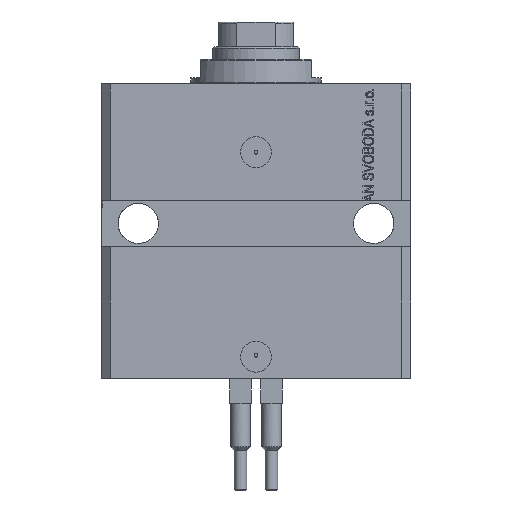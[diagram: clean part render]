
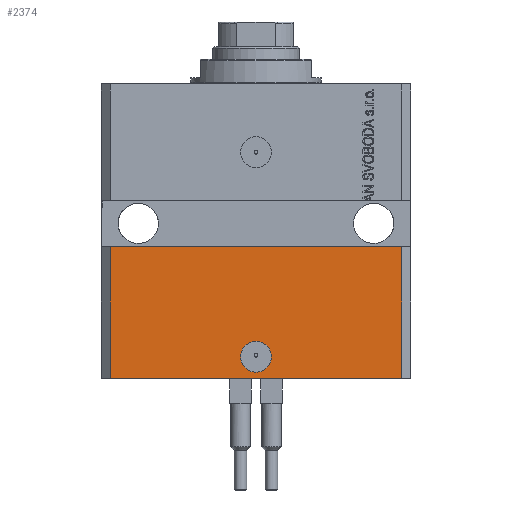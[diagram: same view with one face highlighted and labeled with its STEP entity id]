
A CAD part, front view. The second image highlights one B-rep face of the part: STEP entity #2374.
In plain terms, the highlighted planar face has unit normal (0, -1, 0).
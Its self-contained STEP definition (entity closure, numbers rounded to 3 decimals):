
#236 = DIRECTION ( 'NONE',  ( 0., 0., 1. ) ) ;
#1234 = FACE_BOUND ( 'NONE', #23511, .T. ) ;
#1522 = CARTESIAN_POINT ( 'NONE',  ( 5., -37.5, -88. ) ) ;
#1967 = VERTEX_POINT ( 'NONE', #1522 ) ;
#2374 = ADVANCED_FACE ( 'NONE', ( #1234, #12251 ), #4179, .T. ) ;
#2461 = VERTEX_POINT ( 'NONE', #28168 ) ;
#2700 = DIRECTION ( 'NONE',  ( 0., -1., 0. ) ) ;
#2865 = CARTESIAN_POINT ( 'NONE',  ( -47., -37.5, -95. ) ) ;
#3429 = LINE ( 'NONE', #45092, #7158 ) ;
#4179 = PLANE ( 'NONE',  #21443 ) ;
#4640 = EDGE_CURVE ( 'NONE', #1967, #33004, #36410, .T. ) ;
#7158 = VECTOR ( 'NONE', #236, 1000. ) ;
#7565 = EDGE_CURVE ( 'NONE', #33004, #1967, #23143, .T. ) ;
#8611 = VERTEX_POINT ( 'NONE', #26456 ) ;
#11375 = VERTEX_POINT ( 'NONE', #32637 ) ;
#12141 = AXIS2_PLACEMENT_3D ( 'NONE', #46671, #25087, #27808 ) ;
#12251 = FACE_OUTER_BOUND ( 'NONE', #43185, .T. ) ;
#13758 = CARTESIAN_POINT ( 'NONE',  ( -50., -37.5, -52.5 ) ) ;
#14112 = CARTESIAN_POINT ( 'NONE',  ( -47., -37.5, -95. ) ) ;
#15925 = DIRECTION ( 'NONE',  ( 1., 0., 0. ) ) ;
#16164 = CARTESIAN_POINT ( 'NONE',  ( -47., -37.5, -95. ) ) ;
#17333 = ORIENTED_EDGE ( 'NONE', *, *, #33566, .F. ) ;
#18724 = CARTESIAN_POINT ( 'NONE',  ( -5., -37.5, -88. ) ) ;
#19625 = EDGE_CURVE ( 'NONE', #47878, #8611, #21490, .T. ) ;
#20018 = AXIS2_PLACEMENT_3D ( 'NONE', #44112, #2700, #40188 ) ;
#20472 = ORIENTED_EDGE ( 'NONE', *, *, #26547, .T. ) ;
#21115 = DIRECTION ( 'NONE',  ( 1., 0., 0. ) ) ;
#21443 = AXIS2_PLACEMENT_3D ( 'NONE', #16164, #45596, #15925 ) ;
#21490 = LINE ( 'NONE', #2865, #32047 ) ;
#21545 = ORIENTED_EDGE ( 'NONE', *, *, #4640, .F. ) ;
#22536 = ORIENTED_EDGE ( 'NONE', *, *, #7565, .F. ) ;
#23143 = CIRCLE ( 'NONE', #20018, 5. ) ;
#23511 = EDGE_LOOP ( 'NONE', ( #21545, #22536 ) ) ;
#25087 = DIRECTION ( 'NONE',  ( 0., -1., 0. ) ) ;
#26377 = ORIENTED_EDGE ( 'NONE', *, *, #19625, .T. ) ;
#26456 = CARTESIAN_POINT ( 'NONE',  ( 47., -37.5, -95. ) ) ;
#26547 = EDGE_CURVE ( 'NONE', #8611, #11375, #3429, .T. ) ;
#27808 = DIRECTION ( 'NONE',  ( 1., 0., 0. ) ) ;
#28168 = CARTESIAN_POINT ( 'NONE',  ( -47., -37.5, -52.5 ) ) ;
#28607 = DIRECTION ( 'NONE',  ( 1., 0., 0. ) ) ;
#28629 = VECTOR ( 'NONE', #21115, 1000. ) ;
#29966 = VECTOR ( 'NONE', #44021, 1000. ) ;
#31328 = CARTESIAN_POINT ( 'NONE',  ( -47., -37.5, -95. ) ) ;
#32047 = VECTOR ( 'NONE', #28607, 1000. ) ;
#32637 = CARTESIAN_POINT ( 'NONE',  ( 47., -37.5, -52.5 ) ) ;
#33004 = VERTEX_POINT ( 'NONE', #18724 ) ;
#33566 = EDGE_CURVE ( 'NONE', #47878, #2461, #47695, .T. ) ;
#36410 = CIRCLE ( 'NONE', #12141, 5. ) ;
#40188 = DIRECTION ( 'NONE',  ( 1., 0., 0. ) ) ;
#43185 = EDGE_LOOP ( 'NONE', ( #44382, #17333, #26377, #20472 ) ) ;
#43804 = EDGE_CURVE ( 'NONE', #2461, #11375, #48061, .T. ) ;
#44021 = DIRECTION ( 'NONE',  ( 0., 0., 1. ) ) ;
#44112 = CARTESIAN_POINT ( 'NONE',  ( 0., -37.5, -88. ) ) ;
#44382 = ORIENTED_EDGE ( 'NONE', *, *, #43804, .F. ) ;
#45092 = CARTESIAN_POINT ( 'NONE',  ( 47., -37.5, -95. ) ) ;
#45596 = DIRECTION ( 'NONE',  ( 0., -1., 0. ) ) ;
#46671 = CARTESIAN_POINT ( 'NONE',  ( 0., -37.5, -88. ) ) ;
#47695 = LINE ( 'NONE', #14112, #29966 ) ;
#47878 = VERTEX_POINT ( 'NONE', #31328 ) ;
#48061 = LINE ( 'NONE', #13758, #28629 ) ;
